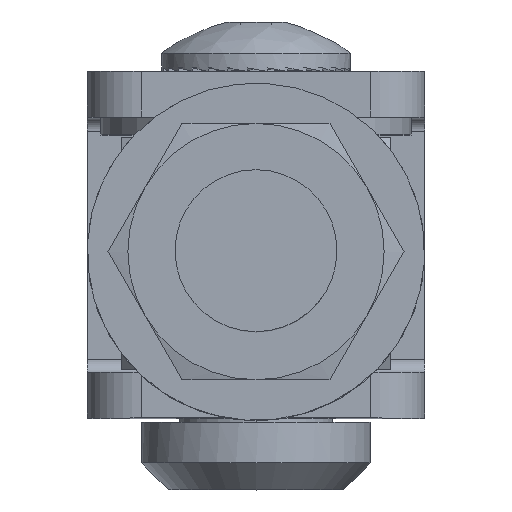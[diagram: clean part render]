
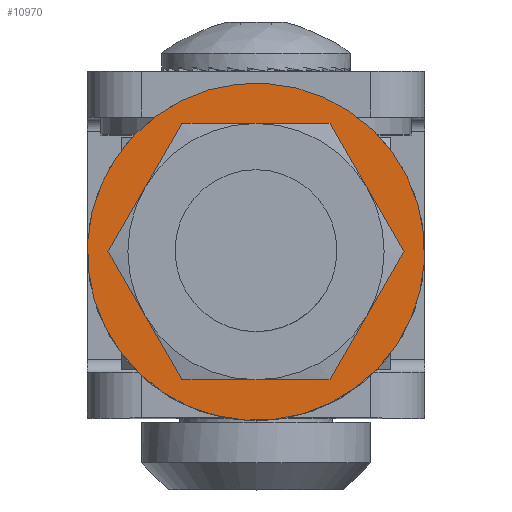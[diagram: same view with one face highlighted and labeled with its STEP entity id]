
A CAD part, top view. The second image highlights one B-rep face of the part: STEP entity #10970.
In plain terms, the highlighted face is planar.
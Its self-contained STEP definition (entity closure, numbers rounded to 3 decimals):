
#552 = ORIENTED_EDGE ( 'NONE', *, *, #7407, .F. ) ;
#3682 = CARTESIAN_POINT ( 'NONE',  ( 0., 0., 12.5 ) ) ;
#4043 = DIRECTION ( 'NONE',  ( 0., 0., 1. ) ) ;
#4640 = VERTEX_POINT ( 'NONE', #13451 ) ;
#4731 = AXIS2_PLACEMENT_3D ( 'NONE', #13528, #6071, #12598 ) ;
#5637 = AXIS2_PLACEMENT_3D ( 'NONE', #10109, #11422, #4043 ) ;
#5999 = DIRECTION ( 'NONE',  ( 0., 0., 1. ) ) ;
#6071 = DIRECTION ( 'NONE',  ( 0., 1., 0. ) ) ;
#7407 = EDGE_CURVE ( 'NONE', #11821, #11821, #9392, .T. ) ;
#8634 = EDGE_LOOP ( 'NONE', ( #12408 ) ) ;
#8834 = FACE_OUTER_BOUND ( 'NONE', #15290, .T. ) ;
#9392 = CIRCLE ( 'NONE', #5637, 12.5 ) ;
#10109 = CARTESIAN_POINT ( 'NONE',  ( 0., 0., 0. ) ) ;
#10970 = ADVANCED_FACE ( 'NONE', ( #8834, #11932 ), #14537, .F. ) ;
#11422 = DIRECTION ( 'NONE',  ( 0., 1., 0. ) ) ;
#11821 = VERTEX_POINT ( 'NONE', #3682 ) ;
#11932 = FACE_BOUND ( 'NONE', #8634, .T. ) ;
#12408 = ORIENTED_EDGE ( 'NONE', *, *, #12962, .T. ) ;
#12598 = DIRECTION ( 'NONE',  ( 0., 0., 1. ) ) ;
#12962 = EDGE_CURVE ( 'NONE', #4640, #4640, #15612, .T. ) ;
#13444 = DIRECTION ( 'NONE',  ( 0., 1., 0. ) ) ;
#13451 = CARTESIAN_POINT ( 'NONE',  ( 0., 0., 6.25 ) ) ;
#13528 = CARTESIAN_POINT ( 'NONE',  ( 0., 0., 0. ) ) ;
#13618 = AXIS2_PLACEMENT_3D ( 'NONE', #15850, #13444, #5999 ) ;
#14537 = PLANE ( 'NONE',  #13618 ) ;
#15290 = EDGE_LOOP ( 'NONE', ( #552 ) ) ;
#15612 = CIRCLE ( 'NONE', #4731, 6.25 ) ;
#15850 = CARTESIAN_POINT ( 'NONE',  ( 0., 0., 0. ) ) ;
